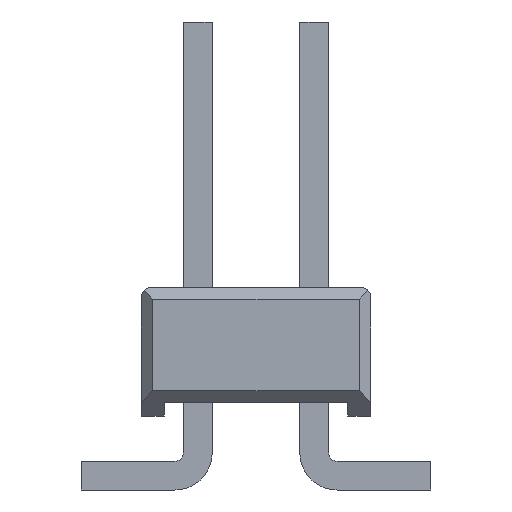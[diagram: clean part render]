
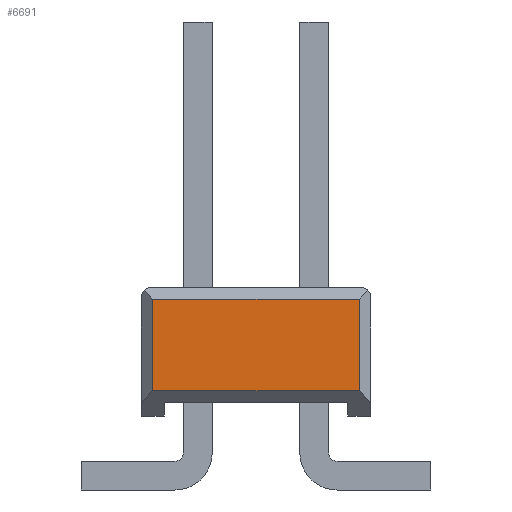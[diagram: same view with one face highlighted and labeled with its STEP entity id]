
A CAD part, left-side view. The second image highlights one B-rep face of the part: STEP entity #6691.
In plain terms, the highlighted planar face has unit normal (-1, 0, 0).
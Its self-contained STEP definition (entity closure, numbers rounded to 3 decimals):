
#72=DIRECTION('',(0.,0.,1.));
#73=VECTOR('',#72,2.);
#74=CARTESIAN_POINT('',(-12.7,2.25,-2.25));
#75=LINE('',#74,#73);
#76=DIRECTION('',(0.,1.,0.));
#77=VECTOR('',#76,4.5);
#78=CARTESIAN_POINT('',(-12.7,-2.25,-0.25));
#79=LINE('',#78,#77);
#80=DIRECTION('',(0.,0.,1.));
#81=VECTOR('',#80,2.);
#82=CARTESIAN_POINT('',(-12.7,-2.25,-2.25));
#83=LINE('',#82,#81);
#84=DIRECTION('',(0.,1.,0.));
#85=VECTOR('',#84,4.5);
#86=CARTESIAN_POINT('',(-12.7,-2.25,-2.25));
#87=LINE('',#86,#85);
#5192=CARTESIAN_POINT('',(-12.7,2.25,-2.25));
#5193=CARTESIAN_POINT('',(-12.7,2.25,-0.25));
#5194=VERTEX_POINT('',#5192);
#5195=VERTEX_POINT('',#5193);
#5196=CARTESIAN_POINT('',(-12.7,-2.25,-2.25));
#5197=CARTESIAN_POINT('',(-12.7,-2.25,-0.25));
#5198=VERTEX_POINT('',#5196);
#5199=VERTEX_POINT('',#5197);
#6676=CARTESIAN_POINT('',(-12.7,0.,0.));
#6677=DIRECTION('',(1.,0.,0.));
#6678=DIRECTION('',(0.,1.,0.));
#6679=AXIS2_PLACEMENT_3D('',#6676,#6677,#6678);
#6680=PLANE('',#6679);
#6682=ORIENTED_EDGE('',*,*,#6681,.T.);
#6684=ORIENTED_EDGE('',*,*,#6683,.F.);
#6686=ORIENTED_EDGE('',*,*,#6685,.F.);
#6688=ORIENTED_EDGE('',*,*,#6687,.T.);
#6689=EDGE_LOOP('',(#6682,#6684,#6686,#6688));
#6690=FACE_OUTER_BOUND('',#6689,.F.);
#6691=ADVANCED_FACE('',(#6690),#6680,.F.);
#6681=EDGE_CURVE('',#5194,#5195,#75,.T.);
#6683=EDGE_CURVE('',#5199,#5195,#79,.T.);
#6685=EDGE_CURVE('',#5198,#5199,#83,.T.);
#6687=EDGE_CURVE('',#5198,#5194,#87,.T.);
